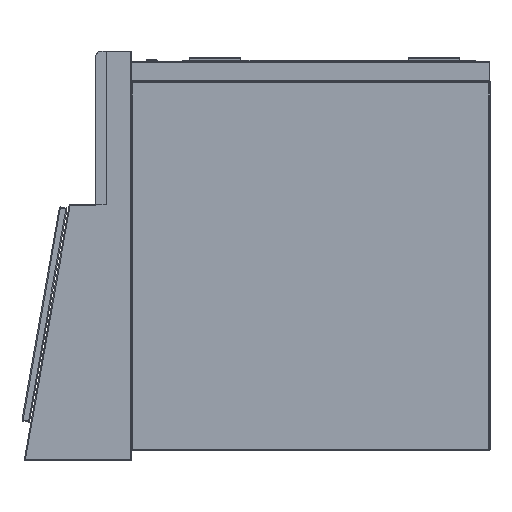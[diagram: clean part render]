
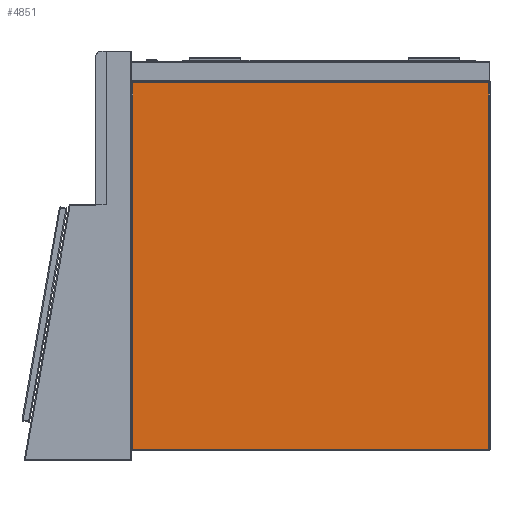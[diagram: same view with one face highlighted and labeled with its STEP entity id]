
A CAD part, left-side view. The second image highlights one B-rep face of the part: STEP entity #4851.
In plain terms, the highlighted planar face has unit normal (-1, 0, 0).
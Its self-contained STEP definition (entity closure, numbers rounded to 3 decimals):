
#3427 = ORIENTED_EDGE ( 'NONE', *, *, #34624, .T. ) ;
#3804 = EDGE_CURVE ( 'NONE', #13948, #12085, #11333, .T. ) ;
#4851 = ADVANCED_FACE ( 'Fl�che7', ( #32716 ), #23827, .T. ) ;
#4974 = DIRECTION ( 'NONE',  ( 0., 0., 1. ) ) ;
#5958 = DIRECTION ( 'NONE',  ( 0., 0., -1. ) ) ;
#7579 = CARTESIAN_POINT ( 'NONE',  ( -440., -350., -758. ) ) ;
#8135 = LINE ( 'NONE', #38316, #38055 ) ;
#8262 = VECTOR ( 'NONE', #33326, 1000. ) ;
#9152 = EDGE_LOOP ( 'NONE', ( #31875, #18073, #3427, #10857 ) ) ;
#10616 = CARTESIAN_POINT ( 'NONE',  ( -440., 348., -42. ) ) ;
#10857 = ORIENTED_EDGE ( 'NONE', *, *, #3804, .T. ) ;
#11333 = LINE ( 'NONE', #7579, #31602 ) ;
#12085 = VERTEX_POINT ( 'NONE', #37808 ) ;
#12130 = VERTEX_POINT ( 'NONE', #10616 ) ;
#12676 = CARTESIAN_POINT ( 'NONE',  ( -440., 348., -760. ) ) ;
#13948 = VERTEX_POINT ( 'NONE', #22352 ) ;
#17434 = LINE ( 'NONE', #12676, #20714 ) ;
#18073 = ORIENTED_EDGE ( 'NONE', *, *, #22387, .T. ) ;
#20050 = DIRECTION ( 'NONE',  ( -1., 0., 0. ) ) ;
#20293 = AXIS2_PLACEMENT_3D ( 'NONE', #22617, #20050, #28731 ) ;
#20714 = VECTOR ( 'NONE', #5958, 1000. ) ;
#22352 = CARTESIAN_POINT ( 'NONE',  ( -440., 348., -758. ) ) ;
#22387 = EDGE_CURVE ( 'NONE', #30423, #12130, #26287, .T. ) ;
#22617 = CARTESIAN_POINT ( 'NONE',  ( -440., -350., -760. ) ) ;
#23827 = PLANE ( 'NONE',  #20293 ) ;
#26287 = LINE ( 'NONE', #29070, #8262 ) ;
#28731 = DIRECTION ( 'NONE',  ( 0., 0., 1. ) ) ;
#28935 = EDGE_CURVE ( 'NONE', #12085, #30423, #8135, .T. ) ;
#29070 = CARTESIAN_POINT ( 'NONE',  ( -440., 350., -42. ) ) ;
#30423 = VERTEX_POINT ( 'NONE', #32544 ) ;
#31602 = VECTOR ( 'NONE', #35192, 1000. ) ;
#31875 = ORIENTED_EDGE ( 'NONE', *, *, #28935, .T. ) ;
#32544 = CARTESIAN_POINT ( 'NONE',  ( -440., -348., -42. ) ) ;
#32716 = FACE_OUTER_BOUND ( 'NONE', #9152, .T. ) ;
#33326 = DIRECTION ( 'NONE',  ( 0., 1., 0. ) ) ;
#34624 = EDGE_CURVE ( 'NONE', #12130, #13948, #17434, .T. ) ;
#35192 = DIRECTION ( 'NONE',  ( 0., -1., 0. ) ) ;
#37808 = CARTESIAN_POINT ( 'NONE',  ( -440., -348., -758. ) ) ;
#38055 = VECTOR ( 'NONE', #4974, 1000. ) ;
#38316 = CARTESIAN_POINT ( 'NONE',  ( -440., -348., -760. ) ) ;
